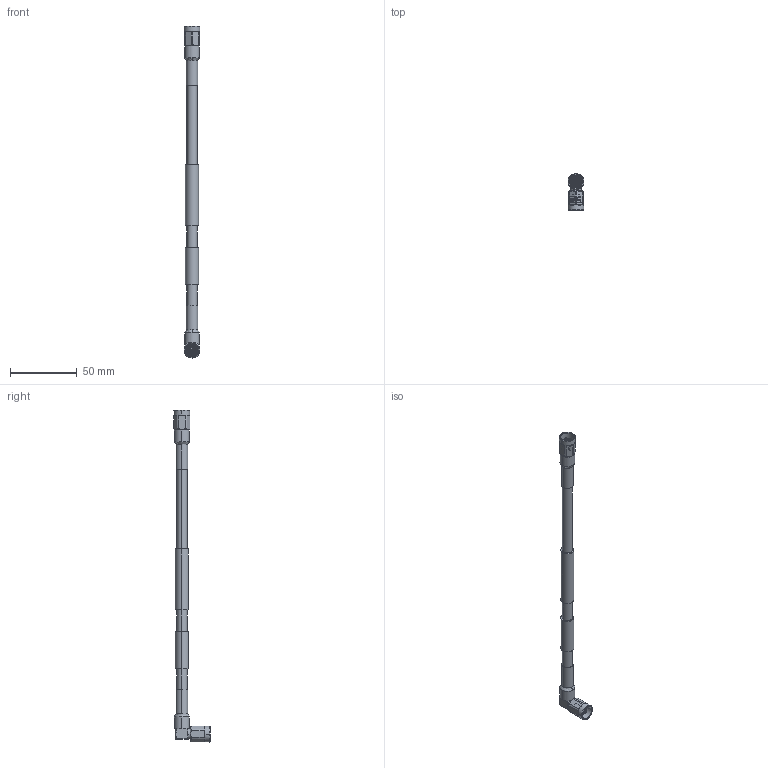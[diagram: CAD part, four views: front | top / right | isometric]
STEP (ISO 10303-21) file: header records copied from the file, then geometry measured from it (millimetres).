
FILE_DESCRIPTION (( 'STEP AP214' ), '1' );
FILE_NAME ('PE3C7850.step', '2021-02-09T19:20:51', ( '' ), ( '' ), 'SwSTEP 2.0', 'SolidWorks 2018', '' );
FILE_SCHEMA (( 'AUTOMOTIVE_DESIGN' ));
Length unit declared in the file: inch
Products named in the file (5): PE45669^PE3C7850; Heat Shrink^PE3C7850; PE45668^PE3C7850; PE3C7850; PE-1/4SFHC^PE3C7850
Assembly tree (5 placements, depth 2):
  PE3C7850
    PE-1/4SFHC^PE3C7850
    Heat Shrink^PE3C7850  x2
    PE45668^PE3C7850
    PE45669^PE3C7850
Bounding box: 12 x 27.2 x 249.49 mm (x, y, z)
Volume: 17065.9 mm3; surface area: 10905.8 mm2
Topology: 5 solids, 5 shells, 393 faces, 1015 edges, 654 vertices
Faces by surface type: plane 184, cylinder 107, cone 65, bspline 19, torus 18
Entity records: 15766 total; most frequent: CARTESIAN_POINT 6541, ORIENTED_EDGE 1994, DIRECTION 1785, EDGE_CURVE 997, AXIS2_PLACEMENT_3D 686, VERTEX_POINT 642, VECTOR 413, LINE 413
